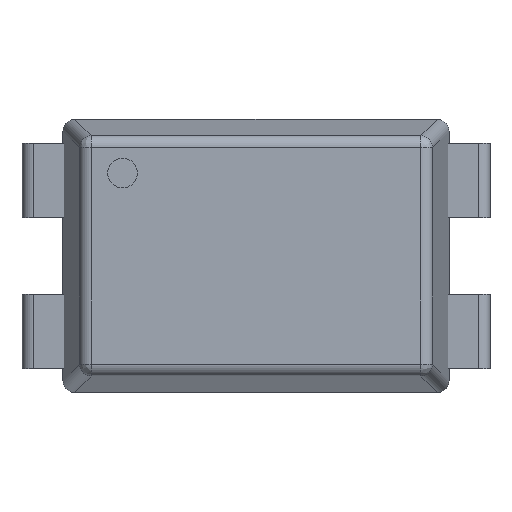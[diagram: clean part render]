
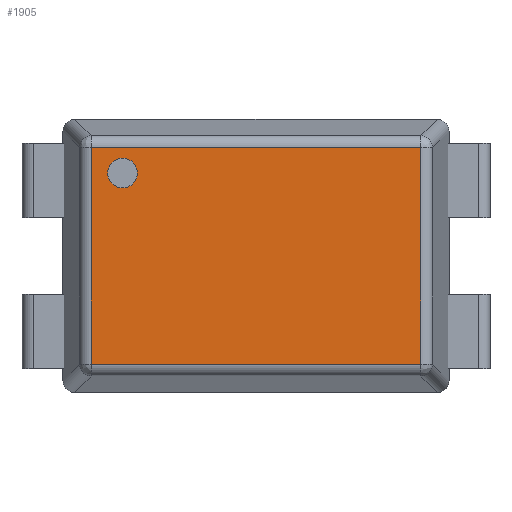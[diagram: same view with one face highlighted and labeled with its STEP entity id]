
A CAD part, top view. The second image highlights one B-rep face of the part: STEP entity #1905.
In plain terms, the highlighted planar face has unit normal (0, 0, 1).
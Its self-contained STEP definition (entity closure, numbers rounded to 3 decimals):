
#89 = DIRECTION ( 'NONE',  ( 0., 0., -1. ) ) ;
#91 = VERTEX_POINT ( 'NONE', #2556 ) ;
#95 = VERTEX_POINT ( 'NONE', #121 ) ;
#103 = DIRECTION ( 'NONE',  ( -1., 0., 0. ) ) ;
#121 = CARTESIAN_POINT ( 'NONE',  ( 2.774, -1.824, 1.75 ) ) ;
#180 = VERTEX_POINT ( 'NONE', #1116 ) ;
#208 = ORIENTED_EDGE ( 'NONE', *, *, #1603, .T. ) ;
#231 = ORIENTED_EDGE ( 'NONE', *, *, #2093, .F. ) ;
#311 = EDGE_LOOP ( 'NONE', ( #411, #2265, #1087, #231 ) ) ;
#373 = VECTOR ( 'NONE', #2958, 1000. ) ;
#411 = ORIENTED_EDGE ( 'NONE', *, *, #2659, .F. ) ;
#412 = FACE_BOUND ( 'NONE', #2846, .T. ) ;
#520 = ORIENTED_EDGE ( 'NONE', *, *, #2026, .T. ) ;
#529 = CARTESIAN_POINT ( 'NONE',  ( 2.774, 0., 1.75 ) ) ;
#668 = LINE ( 'NONE', #833, #751 ) ;
#704 = VECTOR ( 'NONE', #1889, 1000. ) ;
#721 = CARTESIAN_POINT ( 'NONE',  ( -0.333, 1.824, 1.75 ) ) ;
#723 = DIRECTION ( 'NONE',  ( 0., 1., 0. ) ) ;
#751 = VECTOR ( 'NONE', #103, 1000. ) ;
#785 = VERTEX_POINT ( 'NONE', #2197 ) ;
#788 = LINE ( 'NONE', #721, #704 ) ;
#791 = CARTESIAN_POINT ( 'NONE',  ( -2.774, 0., 1.75 ) ) ;
#824 = AXIS2_PLACEMENT_3D ( 'NONE', #1181, #2854, #1640 ) ;
#833 = CARTESIAN_POINT ( 'NONE',  ( -0.333, -1.824, 1.75 ) ) ;
#837 = EDGE_CURVE ( 'NONE', #785, #1299, #1847, .T. ) ;
#850 = CARTESIAN_POINT ( 'NONE',  ( -1.994, 1.391, 1.75 ) ) ;
#1087 = ORIENTED_EDGE ( 'NONE', *, *, #837, .F. ) ;
#1116 = CARTESIAN_POINT ( 'NONE',  ( -2.494, 1.391, 1.75 ) ) ;
#1181 = CARTESIAN_POINT ( 'NONE',  ( 0., 0., 1.75 ) ) ;
#1299 = VERTEX_POINT ( 'NONE', #2022 ) ;
#1388 = CARTESIAN_POINT ( 'NONE',  ( -2.244, 1.391, 1.75 ) ) ;
#1445 = PLANE ( 'NONE',  #824 ) ;
#1553 = CARTESIAN_POINT ( 'NONE',  ( -2.244, 1.391, 1.75 ) ) ;
#1594 = AXIS2_PLACEMENT_3D ( 'NONE', #1388, #2872, #2653 ) ;
#1603 = EDGE_CURVE ( 'NONE', #180, #2845, #2593, .T. ) ;
#1640 = DIRECTION ( 'NONE',  ( 1., 0., 0. ) ) ;
#1791 = DIRECTION ( 'NONE',  ( 1., 0., 0. ) ) ;
#1847 = LINE ( 'NONE', #791, #2993 ) ;
#1865 = EDGE_CURVE ( 'NONE', #1299, #91, #788, .T. ) ;
#1889 = DIRECTION ( 'NONE',  ( 1., 0., 0. ) ) ;
#1905 = ADVANCED_FACE ( 'NONE', ( #412, #2364 ), #1445, .T. ) ;
#1968 = CIRCLE ( 'NONE', #2468, 0.25 ) ;
#2022 = CARTESIAN_POINT ( 'NONE',  ( -2.774, 1.824, 1.75 ) ) ;
#2026 = EDGE_CURVE ( 'NONE', #2845, #180, #1968, .T. ) ;
#2093 = EDGE_CURVE ( 'NONE', #95, #785, #668, .T. ) ;
#2197 = CARTESIAN_POINT ( 'NONE',  ( -2.774, -1.824, 1.75 ) ) ;
#2265 = ORIENTED_EDGE ( 'NONE', *, *, #1865, .F. ) ;
#2314 = LINE ( 'NONE', #529, #373 ) ;
#2364 = FACE_OUTER_BOUND ( 'NONE', #311, .T. ) ;
#2468 = AXIS2_PLACEMENT_3D ( 'NONE', #1553, #89, #1791 ) ;
#2556 = CARTESIAN_POINT ( 'NONE',  ( 2.774, 1.824, 1.75 ) ) ;
#2593 = CIRCLE ( 'NONE', #1594, 0.25 ) ;
#2653 = DIRECTION ( 'NONE',  ( 1., 0., 0. ) ) ;
#2659 = EDGE_CURVE ( 'NONE', #91, #95, #2314, .T. ) ;
#2845 = VERTEX_POINT ( 'NONE', #850 ) ;
#2846 = EDGE_LOOP ( 'NONE', ( #520, #208 ) ) ;
#2854 = DIRECTION ( 'NONE',  ( 0., 0., 1. ) ) ;
#2872 = DIRECTION ( 'NONE',  ( 0., 0., -1. ) ) ;
#2958 = DIRECTION ( 'NONE',  ( 0., -1., 0. ) ) ;
#2993 = VECTOR ( 'NONE', #723, 1000. ) ;
